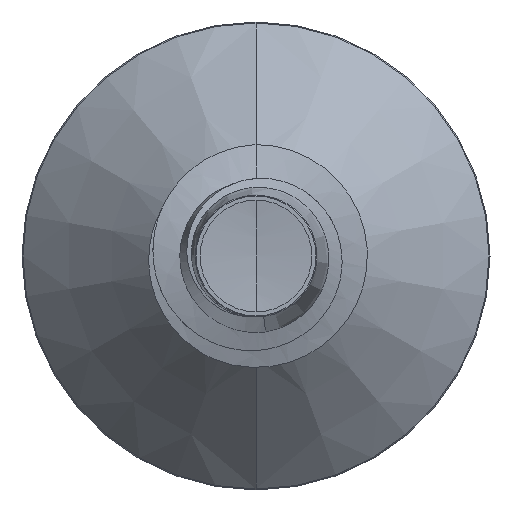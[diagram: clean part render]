
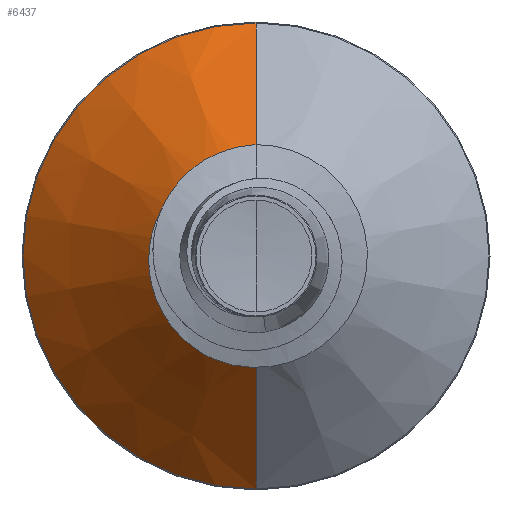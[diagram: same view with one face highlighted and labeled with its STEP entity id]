
A CAD part, front view. The second image highlights one B-rep face of the part: STEP entity #6437.
In plain terms, the highlighted conical face has half-angle 45 degrees and reference radius 1.857 mm.
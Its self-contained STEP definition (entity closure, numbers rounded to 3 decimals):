
#419 = VERTEX_POINT ( 'NONE', #8212 ) ;
#484 = CONICAL_SURFACE ( 'NONE', #5447, 1.857, 0.785 ) ;
#767 = CARTESIAN_POINT ( 'NONE',  ( 0., 4.282, 4.182 ) ) ;
#825 = ORIENTED_EDGE ( 'NONE', *, *, #7914, .T. ) ;
#1173 = VECTOR ( 'NONE', #4472, 1000. ) ;
#1228 = DIRECTION ( 'NONE',  ( 0., 0.707, 0.707 ) ) ;
#1257 = CARTESIAN_POINT ( 'NONE',  ( 0., 1.957, 1.857 ) ) ;
#1443 = EDGE_LOOP ( 'NONE', ( #3442, #6834, #825, #2895 ) ) ;
#1644 = CARTESIAN_POINT ( 'NONE',  ( 0., 1.957, -1.857 ) ) ;
#2252 = AXIS2_PLACEMENT_3D ( 'NONE', #4076, #4060, #4052 ) ;
#2662 = LINE ( 'NONE', #1257, #8062 ) ;
#2895 = ORIENTED_EDGE ( 'NONE', *, *, #7993, .F. ) ;
#3107 = VERTEX_POINT ( 'NONE', #7688 ) ;
#3297 = AXIS2_PLACEMENT_3D ( 'NONE', #6972, #6962, #6948 ) ;
#3442 = ORIENTED_EDGE ( 'NONE', *, *, #8168, .F. ) ;
#3965 = CIRCLE ( 'NONE', #3297, 4.182 ) ;
#4052 = DIRECTION ( 'NONE',  ( 0., 0., 1. ) ) ;
#4060 = DIRECTION ( 'NONE',  ( 0., 1., 0. ) ) ;
#4076 = CARTESIAN_POINT ( 'NONE',  ( 0., 1.957, 0. ) ) ;
#4135 = FACE_OUTER_BOUND ( 'NONE', #1443, .T. ) ;
#4415 = VERTEX_POINT ( 'NONE', #1644 ) ;
#4472 = DIRECTION ( 'NONE',  ( 0., 0.707, -0.707 ) ) ;
#4478 = CARTESIAN_POINT ( 'NONE',  ( 0., 1.957, -1.857 ) ) ;
#5120 = VERTEX_POINT ( 'NONE', #767 ) ;
#5447 = AXIS2_PLACEMENT_3D ( 'NONE', #7772, #7790, #7786 ) ;
#5985 = LINE ( 'NONE', #4478, #1173 ) ;
#6437 = ADVANCED_FACE ( 'NONE', ( #4135 ), #484, .T. ) ;
#6834 = ORIENTED_EDGE ( 'NONE', *, *, #8187, .T. ) ;
#6948 = DIRECTION ( 'NONE',  ( 0., 0., 1. ) ) ;
#6962 = DIRECTION ( 'NONE',  ( 0., 1., 0. ) ) ;
#6972 = CARTESIAN_POINT ( 'NONE',  ( 0., 4.282, 0. ) ) ;
#7688 = CARTESIAN_POINT ( 'NONE',  ( 0., 1.957, 1.857 ) ) ;
#7772 = CARTESIAN_POINT ( 'NONE',  ( 0., 1.957, 0. ) ) ;
#7786 = DIRECTION ( 'NONE',  ( 0., 0., 1. ) ) ;
#7790 = DIRECTION ( 'NONE',  ( 0., 1., 0. ) ) ;
#7914 = EDGE_CURVE ( 'NONE', #3107, #5120, #2662, .T. ) ;
#7993 = EDGE_CURVE ( 'NONE', #419, #5120, #3965, .T. ) ;
#8062 = VECTOR ( 'NONE', #1228, 1000. ) ;
#8168 = EDGE_CURVE ( 'NONE', #4415, #419, #5985, .T. ) ;
#8187 = EDGE_CURVE ( 'NONE', #4415, #3107, #8611, .T. ) ;
#8212 = CARTESIAN_POINT ( 'NONE',  ( 0., 4.282, -4.182 ) ) ;
#8611 = CIRCLE ( 'NONE', #2252, 1.857 ) ;
